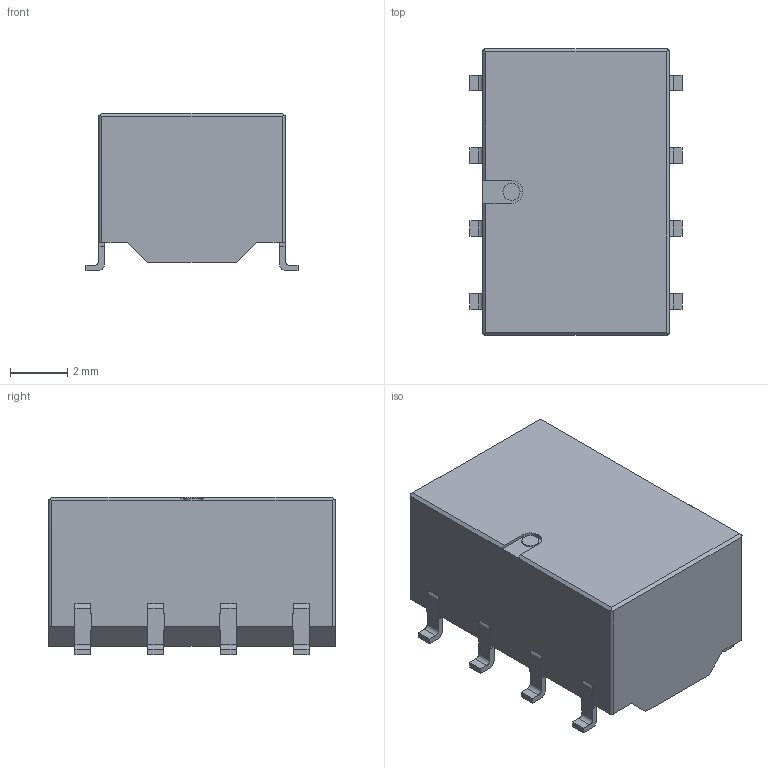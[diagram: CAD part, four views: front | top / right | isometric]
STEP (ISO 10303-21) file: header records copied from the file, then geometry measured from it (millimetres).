
FILE_DESCRIPTION(('FreeCAD Model'),'2;1');
FILE_NAME('Open CASCADE Shape Model','2024-01-20T10:07:56',(''),(''), 'Open CASCADE STEP processor 7.7','FreeCAD','Unknown');
FILE_SCHEMA(('AUTOMOTIVE_DESIGN { 1 0 10303 214 1 1 1 1 }'));
Length unit declared in the file: millimetre
Products named in the file (3): Part; BODY; Compound
Assembly tree (2 placements, depth 2):
  Part
    BODY
    Compound
Bounding box: 7.4 x 10 x 5.5 mm (x, y, z)
Volume: 320.1 mm3; surface area: 324.9 mm2
Topology: 9 solids, 9 shells, 265 faces, 720 edges, 474 vertices
Faces by surface type: plane 227, cylinder 38
Full cylindrical faces by diameter (mm): 0.6 x1
Entity records: 8346 total; most frequent: CARTESIAN_POINT 1462, ORIENTED_EDGE 1440, DIRECTION 1336, EDGE_CURVE 720, LINE 640, VECTOR 640, VERTEX_POINT 474, AXIS2_PLACEMENT_3D 348
